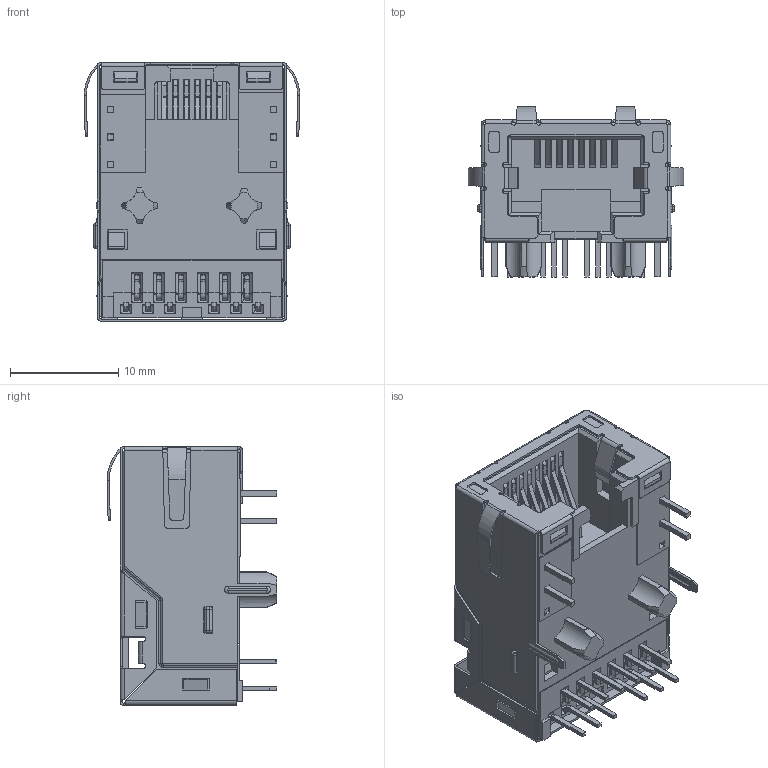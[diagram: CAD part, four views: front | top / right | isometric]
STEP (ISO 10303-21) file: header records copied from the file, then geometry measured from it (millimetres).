
FILE_DESCRIPTION((''),'2;1');
FILE_NAME('DGKYD1611Q008FA1A10DB057','2020-03-30T16:16:31',('Administrator'),(''),'CREO PARAMETRIC BY PTC INC, 2018400','CREO PARAMETRIC BY PTC INC, 2018400','');
FILE_SCHEMA(('CONFIG_CONTROL_DESIGN'));
Products named in the file (1): DGKYD1611Q008FA1A10DB057
Bounding box: 19.93 x 15.7 x 23.88 mm (x, y, z)
Volume: 2884.7 mm3; surface area: 6714.9 mm2
Topology: 1 solids, 1 shells, 2105 faces, 6070 edges, 3980 vertices
Faces by surface type: plane 1513, cylinder 488, bspline 68, torus 12, sphere 12, cone 8, extrusion 4
Entity records: 70954 total; most frequent: CARTESIAN_POINT 15013, ORIENTED_EDGE 12124, DIRECTION 10996, EDGE_CURVE 6062, VECTOR 4846, LINE 4842, VERTEX_POINT 3980, AXIS2_PLACEMENT_3D 3075
